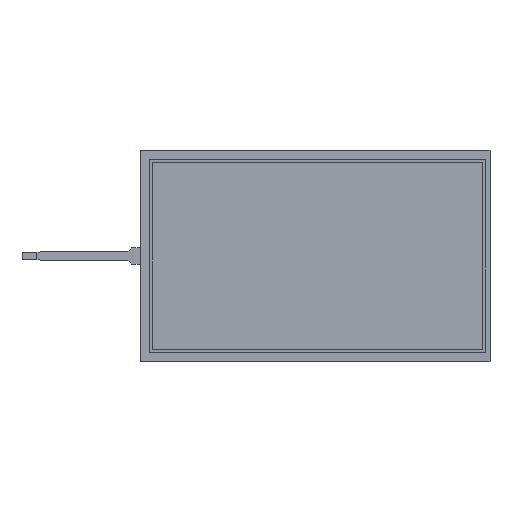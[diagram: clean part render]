
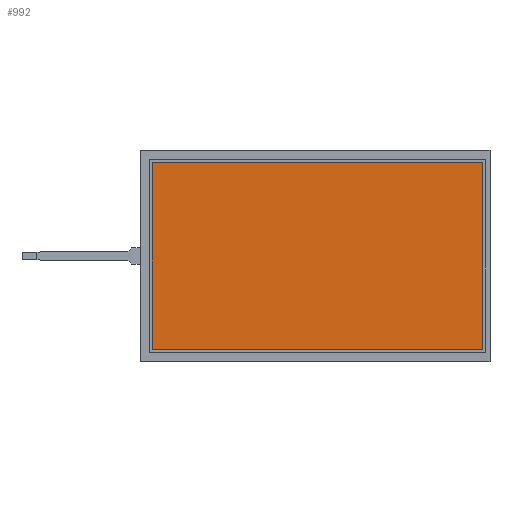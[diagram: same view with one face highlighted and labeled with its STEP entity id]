
A CAD part, top view. The second image highlights one B-rep face of the part: STEP entity #992.
In plain terms, the highlighted planar face has unit normal (0, 0, 1).
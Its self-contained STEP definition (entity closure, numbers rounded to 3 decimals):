
#82=FACE_OUTER_BOUND('',#136,.T.);
#136=EDGE_LOOP('',(#720,#721,#722,#723));
#174=LINE('',#1378,#300);
#178=LINE('',#1386,#304);
#181=LINE('',#1392,#307);
#184=LINE('',#1397,#310);
#300=VECTOR('',#1122,10.);
#304=VECTOR('',#1128,10.);
#307=VECTOR('',#1133,10.);
#310=VECTOR('',#1138,10.);
#426=VERTEX_POINT('',#1376);
#427=VERTEX_POINT('',#1377);
#430=VERTEX_POINT('',#1385);
#432=VERTEX_POINT('',#1391);
#518=EDGE_CURVE('',#426,#427,#174,.T.);
#522=EDGE_CURVE('',#430,#426,#178,.T.);
#525=EDGE_CURVE('',#432,#430,#181,.T.);
#528=EDGE_CURVE('',#427,#432,#184,.T.);
#720=ORIENTED_EDGE('',*,*,#518,.T.);
#721=ORIENTED_EDGE('',*,*,#528,.T.);
#722=ORIENTED_EDGE('',*,*,#525,.T.);
#723=ORIENTED_EDGE('',*,*,#522,.T.);
#946=PLANE('',#1068);
#992=ADVANCED_FACE('',(#82),#946,.T.);
#1068=AXIS2_PLACEMENT_3D('',#1449,#1184,#1185);
#1122=DIRECTION('',(1.,0.,0.));
#1128=DIRECTION('',(0.,-1.,0.));
#1133=DIRECTION('',(-1.,0.,0.));
#1138=DIRECTION('',(0.,1.,0.));
#1184=DIRECTION('center_axis',(0.,0.,1.));
#1185=DIRECTION('ref_axis',(1.,0.,0.));
#1376=CARTESIAN_POINT('',(-111.61,-62.89,0.));
#1377=CARTESIAN_POINT('',(111.61,-62.89,0.));
#1378=CARTESIAN_POINT('',(-56.518,-62.89,0.));
#1385=CARTESIAN_POINT('',(-111.61,62.89,0.));
#1386=CARTESIAN_POINT('',(-111.61,31.445,0.));
#1391=CARTESIAN_POINT('',(111.61,62.89,0.));
#1392=CARTESIAN_POINT('',(55.093,62.89,0.));
#1397=CARTESIAN_POINT('',(111.61,-31.445,0.));
#1449=CARTESIAN_POINT('Origin',(-1.425,0.,
0.));
